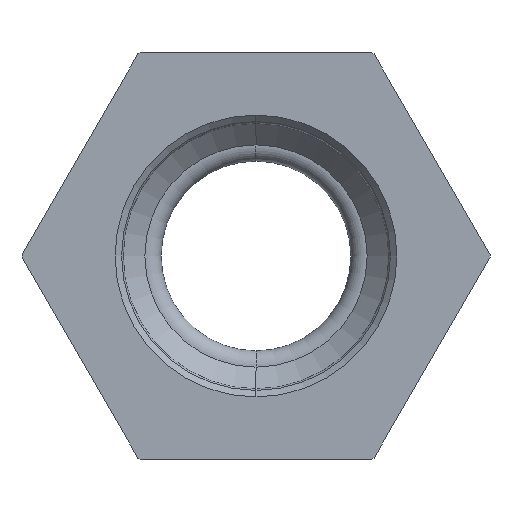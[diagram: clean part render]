
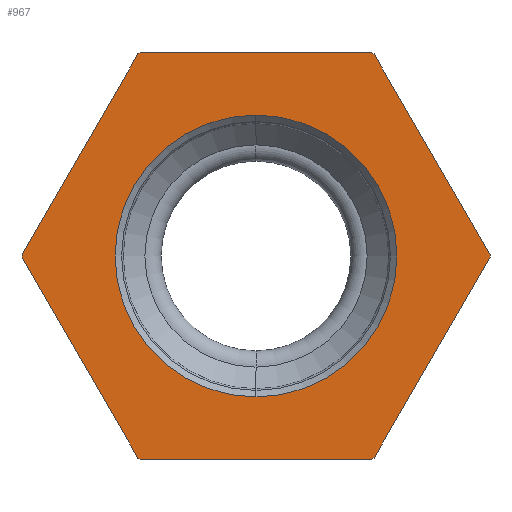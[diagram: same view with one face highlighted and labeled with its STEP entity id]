
A CAD part, left-side view. The second image highlights one B-rep face of the part: STEP entity #967.
In plain terms, the highlighted planar face has unit normal (-1, 0, 0).
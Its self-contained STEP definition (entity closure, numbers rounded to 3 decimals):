
#1 = CARTESIAN_POINT ( 'NONE',  ( 36.326, -4.355, 7.457 ) ) ;
#2 = AXIS2_PLACEMENT_3D ( 'NONE', #423, #771, #761 ) ;
#13 = DIRECTION ( 'NONE',  ( 0., -0.5, 0.866 ) ) ;
#20 = VECTOR ( 'NONE', #898, 1000. ) ;
#22 = LINE ( 'NONE', #1161, #561 ) ;
#40 = CIRCLE ( 'NONE', #930, 5.2 ) ;
#58 = CARTESIAN_POINT ( 'NONE',  ( 36.326, -8.636, 0.043 ) ) ;
#91 = CARTESIAN_POINT ( 'NONE',  ( 36.326, -4.28, -7.5 ) ) ;
#95 = LINE ( 'NONE', #995, #20 ) ;
#101 = DIRECTION ( 'NONE',  ( 0., 0., -1. ) ) ;
#108 = CARTESIAN_POINT ( 'NONE',  ( 36.326, -4.355, -7.457 ) ) ;
#110 = EDGE_CURVE ( 'NONE', #337, #759, #496, .T. ) ;
#137 = VERTEX_POINT ( 'NONE', #1 ) ;
#151 = VERTEX_POINT ( 'NONE', #108 ) ;
#160 = ORIENTED_EDGE ( 'NONE', *, *, #168, .T. ) ;
#161 = LINE ( 'NONE', #370, #851 ) ;
#168 = EDGE_CURVE ( 'NONE', #445, #337, #95, .T. ) ;
#177 = EDGE_CURVE ( 'NONE', #923, #1227, #456, .T. ) ;
#191 = PLANE ( 'NONE',  #2 ) ;
#248 = ORIENTED_EDGE ( 'NONE', *, *, #697, .T. ) ;
#249 = LINE ( 'NONE', #701, #994 ) ;
#271 = CIRCLE ( 'NONE', #675, 5.2 ) ;
#308 = CARTESIAN_POINT ( 'NONE',  ( 36.326, 0., -5.2 ) ) ;
#316 = LINE ( 'NONE', #1333, #1358 ) ;
#337 = VERTEX_POINT ( 'NONE', #345 ) ;
#345 = CARTESIAN_POINT ( 'NONE',  ( 36.326, 4.28, -7.5 ) ) ;
#357 = VECTOR ( 'NONE', #1334, 1000. ) ;
#362 = VECTOR ( 'NONE', #1164, 1000. ) ;
#370 = CARTESIAN_POINT ( 'NONE',  ( 36.326, -8.636, -0.043 ) ) ;
#423 = CARTESIAN_POINT ( 'NONE',  ( 36.326, -4.33, 7.5 ) ) ;
#445 = VERTEX_POINT ( 'NONE', #735 ) ;
#456 = LINE ( 'NONE', #1205, #466 ) ;
#466 = VECTOR ( 'NONE', #1214, 1000. ) ;
#496 = LINE ( 'NONE', #1139, #362 ) ;
#497 = EDGE_CURVE ( 'NONE', #759, #151, #1396, .T. ) ;
#511 = EDGE_CURVE ( 'NONE', #923, #941, #316, .T. ) ;
#514 = VERTEX_POINT ( 'NONE', #308 ) ;
#536 = FACE_BOUND ( 'NONE', #1355, .T. ) ;
#555 = CARTESIAN_POINT ( 'NONE',  ( 36.326, 0., 5.2 ) ) ;
#561 = VECTOR ( 'NONE', #1262, 1000. ) ;
#581 = CARTESIAN_POINT ( 'NONE',  ( 36.326, 8.636, -0.043 ) ) ;
#583 = CARTESIAN_POINT ( 'NONE',  ( 36.326, -4.33, -7.5 ) ) ;
#589 = CARTESIAN_POINT ( 'NONE',  ( 36.326, -4.28, -7.5 ) ) ;
#596 = ORIENTED_EDGE ( 'NONE', *, *, #497, .T. ) ;
#609 = VERTEX_POINT ( 'NONE', #555 ) ;
#613 = ORIENTED_EDGE ( 'NONE', *, *, #511, .F. ) ;
#620 = CARTESIAN_POINT ( 'NONE',  ( 36.326, 8.66, 0. ) ) ;
#622 = ORIENTED_EDGE ( 'NONE', *, *, #646, .T. ) ;
#634 = ORIENTED_EDGE ( 'NONE', *, *, #912, .T. ) ;
#646 = EDGE_CURVE ( 'NONE', #609, #514, #40, .T. ) ;
#649 = ORIENTED_EDGE ( 'NONE', *, *, #654, .T. ) ;
#654 = EDGE_CURVE ( 'NONE', #925, #137, #686, .T. ) ;
#655 = LINE ( 'NONE', #999, #819 ) ;
#664 = DIRECTION ( 'NONE',  ( 1., 0., 0. ) ) ;
#670 = DIRECTION ( 'NONE',  ( 1., 0., 0. ) ) ;
#675 = AXIS2_PLACEMENT_3D ( 'NONE', #1338, #670, #1450 ) ;
#685 = ORIENTED_EDGE ( 'NONE', *, *, #177, .T. ) ;
#686 = LINE ( 'NONE', #881, #357 ) ;
#697 = EDGE_CURVE ( 'NONE', #514, #609, #271, .T. ) ;
#701 = CARTESIAN_POINT ( 'NONE',  ( 36.326, -4.355, 7.457 ) ) ;
#717 = ORIENTED_EDGE ( 'NONE', *, *, #1123, .T. ) ;
#735 = CARTESIAN_POINT ( 'NONE',  ( 36.326, 4.355, -7.457 ) ) ;
#738 = EDGE_CURVE ( 'NONE', #151, #820, #1148, .T. ) ;
#744 = EDGE_CURVE ( 'NONE', #896, #1042, #22, .T. ) ;
#753 = VECTOR ( 'NONE', #1415, 1000. ) ;
#759 = VERTEX_POINT ( 'NONE', #589 ) ;
#761 = DIRECTION ( 'NONE',  ( 0., 1., 0. ) ) ;
#771 = DIRECTION ( 'NONE',  ( 1., 0., 0. ) ) ;
#773 = DIRECTION ( 'NONE',  ( 0., -1., 0. ) ) ;
#798 = VECTOR ( 'NONE', #1326, 1000. ) ;
#819 = VECTOR ( 'NONE', #1104, 1000. ) ;
#820 = VERTEX_POINT ( 'NONE', #973 ) ;
#847 = ORIENTED_EDGE ( 'NONE', *, *, #979, .T. ) ;
#851 = VECTOR ( 'NONE', #1374, 1000. ) ;
#881 = CARTESIAN_POINT ( 'NONE',  ( 36.326, -8.66, 0. ) ) ;
#896 = VERTEX_POINT ( 'NONE', #1293 ) ;
#898 = DIRECTION ( 'NONE',  ( 0., -0.866, -0.5 ) ) ;
#912 = EDGE_CURVE ( 'NONE', #1042, #445, #1177, .T. ) ;
#923 = VERTEX_POINT ( 'NONE', #961 ) ;
#925 = VERTEX_POINT ( 'NONE', #58 ) ;
#930 = AXIS2_PLACEMENT_3D ( 'NONE', #1350, #664, #101 ) ;
#941 = VERTEX_POINT ( 'NONE', #1209 ) ;
#959 = DIRECTION ( 'NONE',  ( 0., 0.866, 0.5 ) ) ;
#961 = CARTESIAN_POINT ( 'NONE',  ( 36.326, 4.28, 7.5 ) ) ;
#967 = ADVANCED_FACE ( 'NONE', ( #536, #1203 ), #191, .F. ) ;
#973 = CARTESIAN_POINT ( 'NONE',  ( 36.326, -8.636, -0.043 ) ) ;
#979 = EDGE_CURVE ( 'NONE', #1227, #896, #655, .T. ) ;
#994 = VECTOR ( 'NONE', #959, 1000. ) ;
#995 = CARTESIAN_POINT ( 'NONE',  ( 36.326, 4.355, -7.457 ) ) ;
#999 = CARTESIAN_POINT ( 'NONE',  ( 36.326, 4.33, 7.5 ) ) ;
#1026 = VECTOR ( 'NONE', #13, 1000. ) ;
#1042 = VERTEX_POINT ( 'NONE', #581 ) ;
#1104 = DIRECTION ( 'NONE',  ( 0., 0.5, -0.866 ) ) ;
#1123 = EDGE_CURVE ( 'NONE', #137, #941, #249, .T. ) ;
#1139 = CARTESIAN_POINT ( 'NONE',  ( 36.326, 4.33, -7.5 ) ) ;
#1141 = EDGE_CURVE ( 'NONE', #820, #925, #161, .T. ) ;
#1148 = LINE ( 'NONE', #583, #1026 ) ;
#1156 = ORIENTED_EDGE ( 'NONE', *, *, #1141, .T. ) ;
#1161 = CARTESIAN_POINT ( 'NONE',  ( 36.326, 8.636, 0.043 ) ) ;
#1164 = DIRECTION ( 'NONE',  ( 0., -1., 0. ) ) ;
#1172 = ORIENTED_EDGE ( 'NONE', *, *, #738, .T. ) ;
#1177 = LINE ( 'NONE', #620, #753 ) ;
#1203 = FACE_OUTER_BOUND ( 'NONE', #1319, .T. ) ;
#1205 = CARTESIAN_POINT ( 'NONE',  ( 36.326, 4.28, 7.5 ) ) ;
#1209 = CARTESIAN_POINT ( 'NONE',  ( 36.326, -4.28, 7.5 ) ) ;
#1214 = DIRECTION ( 'NONE',  ( 0., 0.866, -0.5 ) ) ;
#1227 = VERTEX_POINT ( 'NONE', #1266 ) ;
#1262 = DIRECTION ( 'NONE',  ( 0., 0., -1. ) ) ;
#1263 = ORIENTED_EDGE ( 'NONE', *, *, #110, .T. ) ;
#1266 = CARTESIAN_POINT ( 'NONE',  ( 36.326, 4.355, 7.457 ) ) ;
#1293 = CARTESIAN_POINT ( 'NONE',  ( 36.326, 8.636, 0.043 ) ) ;
#1319 = EDGE_LOOP ( 'NONE', ( #634, #160, #1263, #596, #1172, #1156, #649, #717, #613, #685, #847, #1424 ) ) ;
#1326 = DIRECTION ( 'NONE',  ( 0., -0.866, 0.5 ) ) ;
#1333 = CARTESIAN_POINT ( 'NONE',  ( 36.326, 4.33, 7.5 ) ) ;
#1334 = DIRECTION ( 'NONE',  ( 0., 0.5, 0.866 ) ) ;
#1338 = CARTESIAN_POINT ( 'NONE',  ( 36.326, 0., 0. ) ) ;
#1350 = CARTESIAN_POINT ( 'NONE',  ( 36.326, 0., 0. ) ) ;
#1355 = EDGE_LOOP ( 'NONE', ( #248, #622 ) ) ;
#1358 = VECTOR ( 'NONE', #773, 1000. ) ;
#1374 = DIRECTION ( 'NONE',  ( 0., 0., 1. ) ) ;
#1396 = LINE ( 'NONE', #91, #798 ) ;
#1415 = DIRECTION ( 'NONE',  ( 0., -0.5, -0.866 ) ) ;
#1424 = ORIENTED_EDGE ( 'NONE', *, *, #744, .T. ) ;
#1450 = DIRECTION ( 'NONE',  ( 0., 0., -1. ) ) ;
